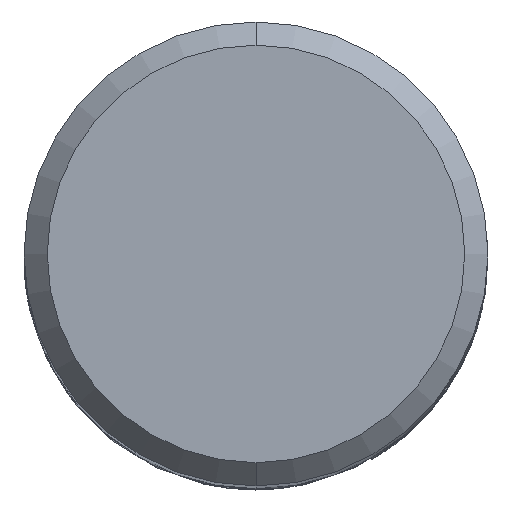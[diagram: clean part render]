
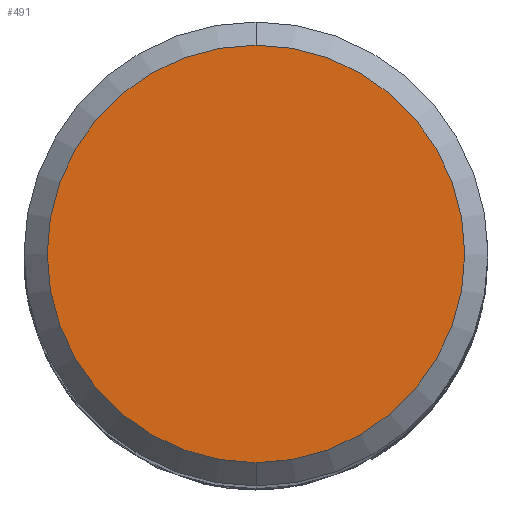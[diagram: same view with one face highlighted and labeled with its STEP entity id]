
A CAD part, top view. The second image highlights one B-rep face of the part: STEP entity #491.
In plain terms, the highlighted planar face has unit normal (0, 0, 1).
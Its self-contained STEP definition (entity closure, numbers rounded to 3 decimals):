
#491=ADVANCED_FACE('',(#1383),#1384,.T.);
#523=VERTEX_POINT('',#1419);
#737=EDGE_CURVE('',#945,#523,#1648,.T.);
#769=EDGE_CURVE('',#523,#945,#1685,.T.);
#945=VERTEX_POINT('',#1874);
#1383=FACE_OUTER_BOUND('',#2387,.T.);
#1384=PLANE('',#2388);
#1419=CARTESIAN_POINT('',(0.0,7.2,0.0));
#1648=CIRCLE('',#5248,7.2);
#1685=CIRCLE('',#6022,7.2);
#1874=CARTESIAN_POINT('',(0.,-7.2,0.0));
#2387=EDGE_LOOP('',(#14982,#14983));
#2388=AXIS2_PLACEMENT_3D('',#14984,#14985,#14986);
#5248=AXIS2_PLACEMENT_3D('',#15220,#15221,#15222);
#6022=AXIS2_PLACEMENT_3D('',#15264,#15265,#15266);
#14982=ORIENTED_EDGE('',*,*,#769,.F.);
#14983=ORIENTED_EDGE('',*,*,#737,.F.);
#14984=CARTESIAN_POINT('',(0.0,3.6,0.0));
#14985=DIRECTION('',(-0.0,0.0,1.0));
#14986=DIRECTION('',(0.0,-1.0,0.0));
#15220=CARTESIAN_POINT('',(0.0,0.0,0.0));
#15221=DIRECTION('',(0.0,0.0,-1.0));
#15222=DIRECTION('',(0.0,1.0,0.0));
#15264=CARTESIAN_POINT('',(0.0,0.0,0.0));
#15265=DIRECTION('',(0.0,0.0,-1.0));
#15266=DIRECTION('',(0.0,1.0,0.0));
